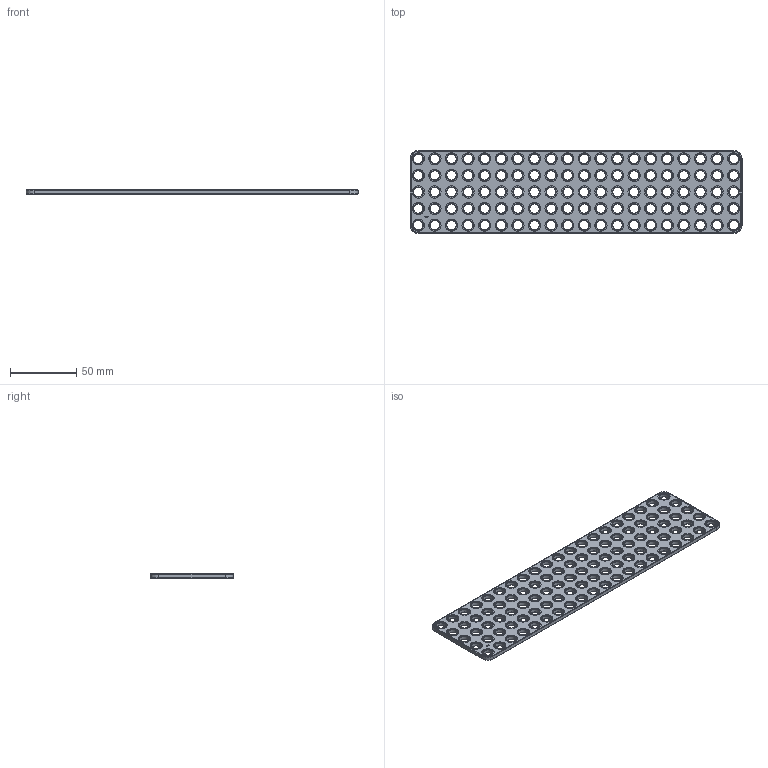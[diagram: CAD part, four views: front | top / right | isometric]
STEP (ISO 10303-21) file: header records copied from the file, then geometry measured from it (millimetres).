
FILE_DESCRIPTION(('FreeCAD Model'),'2;1');
FILE_NAME('Open CASCADE Shape Model','2024-10-09T00:50:08',(''),(''), 'Open CASCADE STEP processor 7.7','FreeCAD','Unknown');
FILE_SCHEMA(('AUTOMOTIVE_DESIGN { 1 0 10303 214 1 1 1 1 }'));
Length unit declared in the file: millimetre
Products named in the file (1): Plate RCT CRNR BU20x05x00.25 - SPN-PLT-0241 (stemfie.org)
Bounding box: 250 x 62.5 x 3.12 mm (x, y, z)
Volume: 34747.2 mm3; surface area: 32013.1 mm2
Topology: 1 solids, 1 shells, 962 faces, 2268 edges, 1440 vertices
Faces by surface type: plane 438, cylinder 208, cone 208, extrusion 108
Full cylindrical faces by diameter (mm): 7 x100, 9.2 x100
Entity records: 28217 total; most frequent: CARTESIAN_POINT 5550, ORIENTED_EDGE 4536, DIRECTION 4494, EDGE_CURVE 2268, VECTOR 1536, AXIS2_PLACEMENT_3D 1479, VERTEX_POINT 1440, LINE 1428
